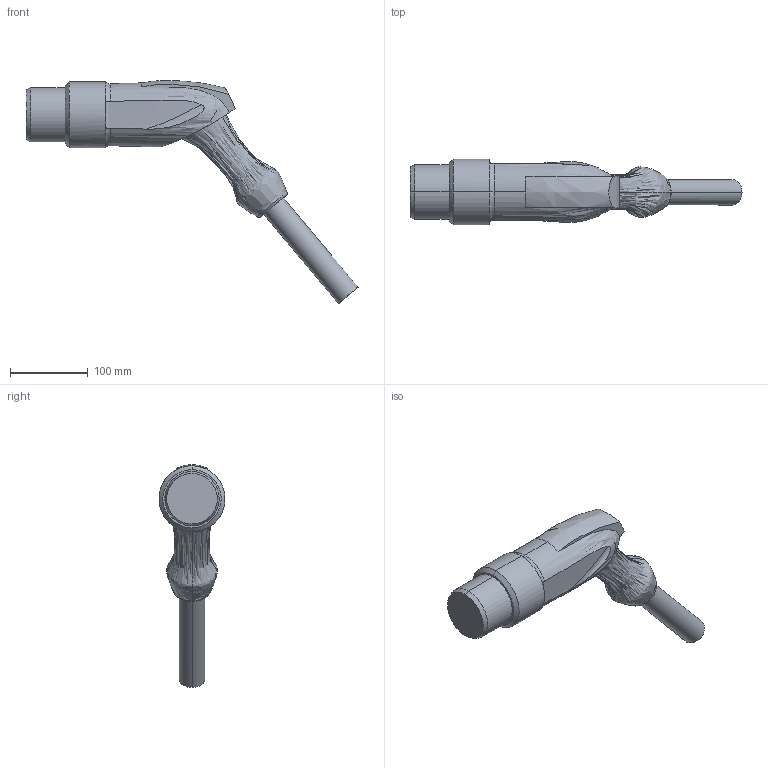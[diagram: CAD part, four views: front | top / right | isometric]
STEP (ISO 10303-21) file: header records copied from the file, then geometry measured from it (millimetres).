
FILE_DESCRIPTION(/* description */ (''),/* implementation_level */ '2;1');
FILE_NAME(/* name */ 'Yazaki_DC-Connector-Infra_CHAdeMO_Outline',/* time_stamp */ '2017-01-09T20:45:35+09:00',/* author */ (''),/* organization */ (''),/* preprocessor_version */ 'ST-DEVELOPER v15',/* originating_system */ '',/* authorisation */ '');
FILE_SCHEMA (('AUTOMOTIVE_DESIGN'));
Length unit declared in the file: millimetre
Products named in the file (1): Document
Bounding box: 427.65 x 85 x 287.09 mm (x, y, z)
Volume: 1569670 mm3; surface area: 106885.2 mm2
Topology: 1 solids, 1 shells, 33 faces, 73 edges, 44 vertices
Faces by surface type: bspline 28, plane 5
Entity records: 2912 total; most frequent: CARTESIAN_POINT 2460, ORIENTED_EDGE 146, EDGE_CURVE 73, VERTEX_POINT 44, B_SPLINE_CURVE_WITH_KNOTS 40, EDGE_LOOP 35, ADVANCED_FACE 33, FACE_OUTER_BOUND 33
